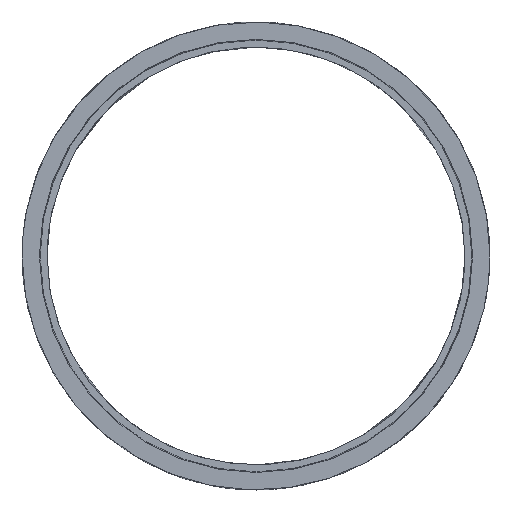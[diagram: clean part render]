
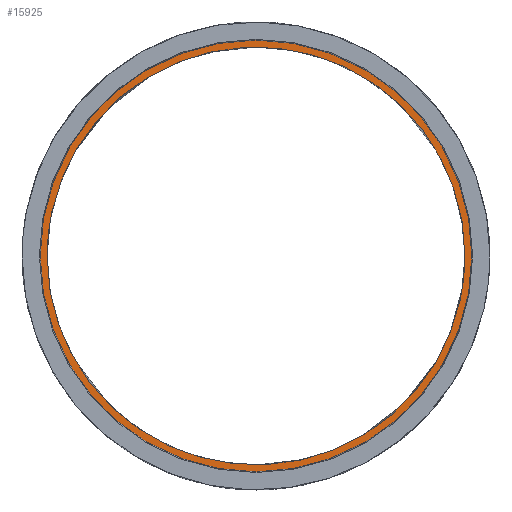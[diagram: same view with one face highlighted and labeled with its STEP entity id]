
A CAD part, top view. The second image highlights one B-rep face of the part: STEP entity #15925.
In plain terms, the highlighted planar face has unit normal (0, 0, 1).
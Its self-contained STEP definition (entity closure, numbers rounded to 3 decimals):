
#163 = EDGE_CURVE ( 'NONE', #11544, #10324, #665, .T. ) ;
#197 = EDGE_CURVE ( 'NONE', #17292, #6734, #7350, .T. ) ;
#235 = DIRECTION ( 'NONE',  ( 0., 0., 1. ) ) ;
#665 = CIRCLE ( 'NONE', #17542, 1550. ) ;
#1010 = CARTESIAN_POINT ( 'NONE',  ( 0., 0., 500. ) ) ;
#1512 = CARTESIAN_POINT ( 'NONE',  ( -779.364, -1341.957, 500. ) ) ;
#2375 = AXIS2_PLACEMENT_3D ( 'NONE', #16741, #235, #10141 ) ;
#2446 = CARTESIAN_POINT ( 'NONE',  ( 779.364, 1341.957, 500. ) ) ;
#2488 = PLANE ( 'NONE',  #4823 ) ;
#3732 = ORIENTED_EDGE ( 'NONE', *, *, #197, .F. ) ;
#4087 = CARTESIAN_POINT ( 'NONE',  ( 1500., 0., 500. ) ) ;
#4088 = CARTESIAN_POINT ( 'NONE',  ( 1285.697, 835.623, 500. ) ) ;
#4408 = CARTESIAN_POINT ( 'NONE',  ( 1489.832, 177.707, 500. ) ) ;
#4806 = CARTESIAN_POINT ( 'NONE',  ( -1500., 0., 500. ) ) ;
#4823 = AXIS2_PLACEMENT_3D ( 'NONE', #10960, #17679, #11644 ) ;
#5733 = CARTESIAN_POINT ( 'NONE',  ( -1500., 0., 500. ) ) ;
#5840 = CARTESIAN_POINT ( 'NONE',  ( 1500., 0., 500. ) ) ;
#6351 = CARTESIAN_POINT ( 'NONE',  ( 397.813, -1500., 500. ) ) ;
#6541 = EDGE_LOOP ( 'NONE', ( #7674, #7037 ) ) ;
#6734 = VERTEX_POINT ( 'NONE', #11122 ) ;
#6787 = CARTESIAN_POINT ( 'NONE',  ( -1500., -397.813, 500. ) ) ;
#7037 = ORIENTED_EDGE ( 'NONE', *, *, #20331, .T. ) ;
#7350 = B_SPLINE_CURVE_WITH_KNOTS ( 'NONE', 3,
 ( #5840, #9150, #14119, #7713, #4408, #14438, #4088, #2446, #17850, #14224, #9258, #15865, #20848, #5733 ),
 .UNSPECIFIED., .F., .F.,
 ( 4, 1, 1, 1, 1, 2, 2, 2, 4 ),
 ( 0., 0.059, 0.117, 0.176, 0.234, 1.172, 2.345, 3.517, 4.69 ),
 .UNSPECIFIED. ) ;
#7391 = DIRECTION ( 'NONE',  ( 1., 0., 0. ) ) ;
#7674 = ORIENTED_EDGE ( 'NONE', *, *, #163, .T. ) ;
#7713 = CARTESIAN_POINT ( 'NONE',  ( 1495.68, 118.834, 500. ) ) ;
#8220 = CARTESIAN_POINT ( 'NONE',  ( 1440.987, -528.348, 500. ) ) ;
#8958 = EDGE_LOOP ( 'NONE', ( #3732, #20836 ) ) ;
#9150 = CARTESIAN_POINT ( 'NONE',  ( 1500., 19.891, 500. ) ) ;
#9258 = CARTESIAN_POINT ( 'NONE',  ( -779.364, 1341.957, 500. ) ) ;
#10141 = DIRECTION ( 'NONE',  ( 1., 0., 0. ) ) ;
#10324 = VERTEX_POINT ( 'NONE', #12494 ) ;
#10960 = CARTESIAN_POINT ( 'NONE',  ( 1500., 0., 500. ) ) ;
#11122 = CARTESIAN_POINT ( 'NONE',  ( -1500., 0., 500. ) ) ;
#11425 = CARTESIAN_POINT ( 'NONE',  ( 1500., 0., 500. ) ) ;
#11533 = CARTESIAN_POINT ( 'NONE',  ( 1500., -19.891, 500. ) ) ;
#11544 = VERTEX_POINT ( 'NONE', #13680 ) ;
#11644 = DIRECTION ( 'NONE',  ( -1., 0., 0. ) ) ;
#12494 = CARTESIAN_POINT ( 'NONE',  ( -1550., 0., 500. ) ) ;
#13067 = EDGE_CURVE ( 'NONE', #6734, #17292, #20931, .T. ) ;
#13086 = CARTESIAN_POINT ( 'NONE',  ( 1285.697, -835.623, 500. ) ) ;
#13303 = CARTESIAN_POINT ( 'NONE',  ( 1489.832, -177.707, 500. ) ) ;
#13521 = CARTESIAN_POINT ( 'NONE',  ( 1499.21, -59.591, 500. ) ) ;
#13680 = CARTESIAN_POINT ( 'NONE',  ( 1550., 0., 500. ) ) ;
#14119 = CARTESIAN_POINT ( 'NONE',  ( 1499.21, 59.591, 500. ) ) ;
#14161 = FACE_OUTER_BOUND ( 'NONE', #6541, .T. ) ;
#14224 = CARTESIAN_POINT ( 'NONE',  ( -397.813, 1500., 500. ) ) ;
#14438 = CARTESIAN_POINT ( 'NONE',  ( 1440.987, 528.348, 500. ) ) ;
#15865 = CARTESIAN_POINT ( 'NONE',  ( -1341.957, 779.364, 500. ) ) ;
#15925 = ADVANCED_FACE ( 'NONE', ( #14161, #19238 ), #2488, .F. ) ;
#16741 = CARTESIAN_POINT ( 'NONE',  ( 0., 0., 500. ) ) ;
#16918 = CARTESIAN_POINT ( 'NONE',  ( -397.813, -1500., 500. ) ) ;
#17292 = VERTEX_POINT ( 'NONE', #4087 ) ;
#17527 = DIRECTION ( 'NONE',  ( 0., 0., 1. ) ) ;
#17542 = AXIS2_PLACEMENT_3D ( 'NONE', #1010, #17527, #7391 ) ;
#17679 = DIRECTION ( 'NONE',  ( 0., 0., -1. ) ) ;
#17850 = CARTESIAN_POINT ( 'NONE',  ( 397.813, 1500., 500. ) ) ;
#18473 = CARTESIAN_POINT ( 'NONE',  ( 779.364, -1341.957, 500. ) ) ;
#19238 = FACE_BOUND ( 'NONE', #8958, .T. ) ;
#19810 = CARTESIAN_POINT ( 'NONE',  ( -1341.957, -779.364, 500. ) ) ;
#20331 = EDGE_CURVE ( 'NONE', #10324, #11544, #21364, .T. ) ;
#20836 = ORIENTED_EDGE ( 'NONE', *, *, #13067, .F. ) ;
#20848 = CARTESIAN_POINT ( 'NONE',  ( -1500., 397.813, 500. ) ) ;
#20931 = B_SPLINE_CURVE_WITH_KNOTS ( 'NONE', 3,
 ( #4806, #6787, #19810, #1512, #16918, #6351, #18473, #13086, #8220, #13303, #21675, #13521, #11533, #11425 ),
 .UNSPECIFIED., .F., .F.,
 ( 4, 2, 2, 2, 1, 1, 1, 1, 4 ),
 ( 4.69, 5.862, 7.034, 8.206, 9.144, 9.202, 9.261, 9.32, 9.378 ),
 .UNSPECIFIED. ) ;
#21364 = CIRCLE ( 'NONE', #2375, 1550. ) ;
#21675 = CARTESIAN_POINT ( 'NONE',  ( 1495.68, -118.834, 500. ) ) ;
